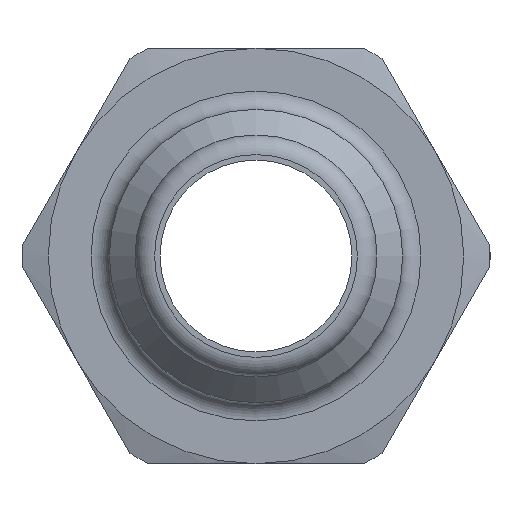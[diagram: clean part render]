
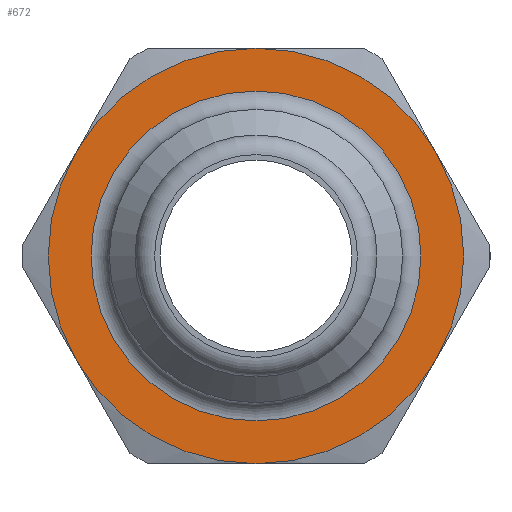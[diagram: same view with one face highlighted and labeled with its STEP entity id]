
A CAD part, left-side view. The second image highlights one B-rep face of the part: STEP entity #672.
In plain terms, the highlighted planar face has unit normal (-1, 0, 0).
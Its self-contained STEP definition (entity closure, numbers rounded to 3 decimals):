
#54=FACE_BOUND('',#163,.T.);
#57=PLANE('',#741);
#122=FACE_OUTER_BOUND('',#162,.T.);
#162=EDGE_LOOP('',(#463,#464,#465,#466,#467,#468));
#163=EDGE_LOOP('',(#469,#470));
#205=CIRCLE('',#733,6.75);
#206=CIRCLE('',#734,6.75);
#212=CIRCLE('',#742,8.5);
#213=CIRCLE('',#743,8.5);
#214=CIRCLE('',#744,8.5);
#215=CIRCLE('',#745,8.5);
#216=CIRCLE('',#746,8.5);
#217=CIRCLE('',#747,8.5);
#269=VERTEX_POINT('',#1070);
#270=VERTEX_POINT('',#1072);
#275=VERTEX_POINT('',#1087);
#276=VERTEX_POINT('',#1088);
#277=VERTEX_POINT('',#1090);
#278=VERTEX_POINT('',#1092);
#279=VERTEX_POINT('',#1094);
#280=VERTEX_POINT('',#1096);
#341=EDGE_CURVE('',#269,#270,#205,.T.);
#342=EDGE_CURVE('',#270,#269,#206,.T.);
#349=EDGE_CURVE('',#275,#276,#212,.T.);
#350=EDGE_CURVE('',#277,#275,#213,.T.);
#351=EDGE_CURVE('',#278,#277,#214,.T.);
#352=EDGE_CURVE('',#279,#278,#215,.T.);
#353=EDGE_CURVE('',#280,#279,#216,.T.);
#354=EDGE_CURVE('',#276,#280,#217,.T.);
#463=ORIENTED_EDGE('',*,*,#349,.F.);
#464=ORIENTED_EDGE('',*,*,#350,.F.);
#465=ORIENTED_EDGE('',*,*,#351,.F.);
#466=ORIENTED_EDGE('',*,*,#352,.F.);
#467=ORIENTED_EDGE('',*,*,#353,.F.);
#468=ORIENTED_EDGE('',*,*,#354,.F.);
#469=ORIENTED_EDGE('',*,*,#342,.F.);
#470=ORIENTED_EDGE('',*,*,#341,.F.);
#672=ADVANCED_FACE('',(#122,#54),#57,.T.);
#733=AXIS2_PLACEMENT_3D('',#1073,#842,#843);
#734=AXIS2_PLACEMENT_3D('',#1074,#844,#845);
#741=AXIS2_PLACEMENT_3D('',#1086,#859,#860);
#742=AXIS2_PLACEMENT_3D('',#1089,#861,#862);
#743=AXIS2_PLACEMENT_3D('',#1091,#863,#864);
#744=AXIS2_PLACEMENT_3D('',#1093,#865,#866);
#745=AXIS2_PLACEMENT_3D('',#1095,#867,#868);
#746=AXIS2_PLACEMENT_3D('',#1097,#869,#870);
#747=AXIS2_PLACEMENT_3D('',#1098,#871,#872);
#842=DIRECTION('center_axis',(-1.,0.,0.));
#843=DIRECTION('ref_axis',(0.,-1.,0.));
#844=DIRECTION('center_axis',(-1.,0.,0.));
#845=DIRECTION('ref_axis',(0.,-1.,0.));
#859=DIRECTION('center_axis',(-1.,0.,0.));
#860=DIRECTION('ref_axis',(0.,0.,1.));
#861=DIRECTION('center_axis',(1.,0.,0.));
#862=DIRECTION('ref_axis',(0.,1.,0.));
#863=DIRECTION('center_axis',(1.,0.,0.));
#864=DIRECTION('ref_axis',(0.,1.,0.));
#865=DIRECTION('center_axis',(1.,0.,0.));
#866=DIRECTION('ref_axis',(0.,1.,0.));
#867=DIRECTION('center_axis',(1.,0.,0.));
#868=DIRECTION('ref_axis',(0.,1.,0.));
#869=DIRECTION('center_axis',(1.,0.,0.));
#870=DIRECTION('ref_axis',(0.,1.,0.));
#871=DIRECTION('center_axis',(1.,0.,0.));
#872=DIRECTION('ref_axis',(0.,1.,0.));
#1070=CARTESIAN_POINT('',(20.,0.,6.75));
#1072=CARTESIAN_POINT('',(20.,6.75,0.));
#1073=CARTESIAN_POINT('Origin',(20.,0.,0.));
#1074=CARTESIAN_POINT('Origin',(20.,0.,0.));
#1086=CARTESIAN_POINT('Origin',(20.,7.25,0.));
#1087=CARTESIAN_POINT('',(20.,0.,8.5));
#1088=CARTESIAN_POINT('',(20.,-7.361,4.25));
#1089=CARTESIAN_POINT('Origin',(20.,0.,0.));
#1090=CARTESIAN_POINT('',(20.,7.361,4.25));
#1091=CARTESIAN_POINT('Origin',(20.,0.,0.));
#1092=CARTESIAN_POINT('',(20.,7.361,-4.25));
#1093=CARTESIAN_POINT('Origin',(20.,0.,0.));
#1094=CARTESIAN_POINT('',(20.,0.,-8.5));
#1095=CARTESIAN_POINT('Origin',(20.,0.,0.));
#1096=CARTESIAN_POINT('',(20.,-7.361,-4.25));
#1097=CARTESIAN_POINT('Origin',(20.,0.,0.));
#1098=CARTESIAN_POINT('Origin',(20.,0.,0.));
